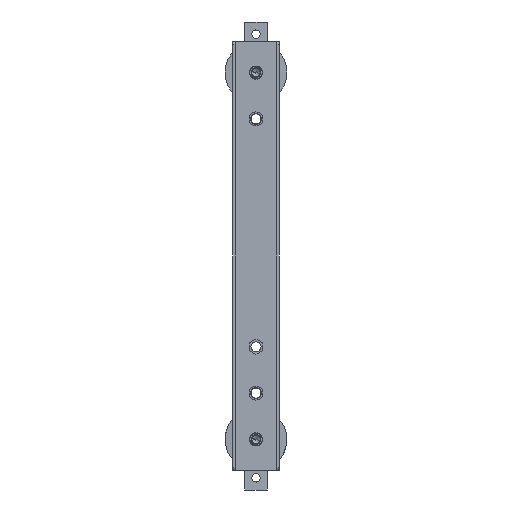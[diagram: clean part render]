
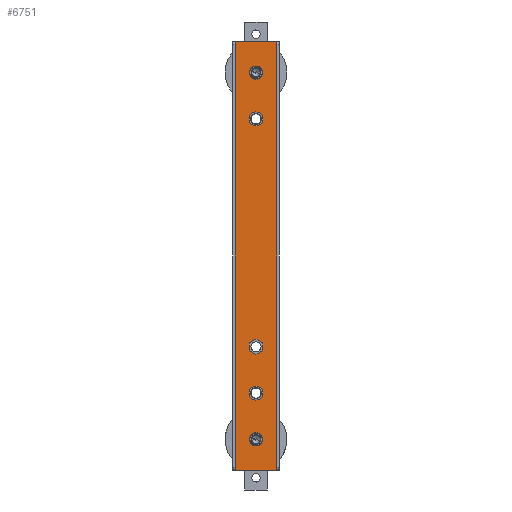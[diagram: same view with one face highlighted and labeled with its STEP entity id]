
A CAD part, front view. The second image highlights one B-rep face of the part: STEP entity #6751.
In plain terms, the highlighted planar face has unit normal (0, -1, 0).
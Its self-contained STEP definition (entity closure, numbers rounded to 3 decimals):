
#4835=DIRECTION('',(0.,0.,-1.));
#4836=VECTOR('',#4835,555.);
#4837=CARTESIAN_POINT('',(-27.,7.,555.));
#4838=LINE('',#4837,#4836);
#4862=DIRECTION('',(-1.,0.,0.));
#4863=VECTOR('',#4862,54.);
#4864=CARTESIAN_POINT('',(27.,7.,555.));
#4865=LINE('',#4864,#4863);
#5144=DIRECTION('',(-1.,0.,0.));
#5145=VECTOR('',#5144,54.);
#5146=CARTESIAN_POINT('',(27.,7.,0.));
#5147=LINE('',#5146,#5145);
#5148=DIRECTION('',(0.,0.,-1.));
#5149=VECTOR('',#5148,555.);
#5150=CARTESIAN_POINT('',(27.,7.,555.));
#5151=LINE('',#5150,#5149);
#5152=CARTESIAN_POINT('',(0.,7.,515.));
#5153=DIRECTION('',(0.,-1.,0.));
#5154=DIRECTION('',(0.,0.,1.));
#5155=AXIS2_PLACEMENT_3D('',#5152,#5153,#5154);
#5157=CARTESIAN_POINT('',(0.,7.,515.));
#5158=DIRECTION('',(0.,-1.,0.));
#5159=DIRECTION('',(0.,0.,-1.));
#5160=AXIS2_PLACEMENT_3D('',#5157,#5158,#5159);
#5162=CARTESIAN_POINT('',(0.,7.,40.));
#5163=DIRECTION('',(0.,-1.,0.));
#5164=DIRECTION('',(0.,0.,1.));
#5165=AXIS2_PLACEMENT_3D('',#5162,#5163,#5164);
#5167=CARTESIAN_POINT('',(0.,7.,40.));
#5168=DIRECTION('',(0.,-1.,0.));
#5169=DIRECTION('',(0.,0.,-1.));
#5170=AXIS2_PLACEMENT_3D('',#5167,#5168,#5169);
#5172=CARTESIAN_POINT('',(0.,7.,455.));
#5173=DIRECTION('',(0.,-1.,0.));
#5174=DIRECTION('',(0.,0.,-1.));
#5175=AXIS2_PLACEMENT_3D('',#5172,#5173,#5174);
#5177=CARTESIAN_POINT('',(0.,7.,455.));
#5178=DIRECTION('',(0.,-1.,0.));
#5179=DIRECTION('',(0.,0.,1.));
#5180=AXIS2_PLACEMENT_3D('',#5177,#5178,#5179);
#5182=CARTESIAN_POINT('',(0.,7.,100.));
#5183=DIRECTION('',(0.,-1.,0.));
#5184=DIRECTION('',(0.,0.,-1.));
#5185=AXIS2_PLACEMENT_3D('',#5182,#5183,#5184);
#5187=CARTESIAN_POINT('',(0.,7.,100.));
#5188=DIRECTION('',(0.,-1.,0.));
#5189=DIRECTION('',(0.,0.,1.));
#5190=AXIS2_PLACEMENT_3D('',#5187,#5188,#5189);
#5192=DIRECTION('',(0.,0.,-1.));
#5193=VECTOR('',#5192,10.);
#5194=CARTESIAN_POINT('',(-8.66,7.,400.));
#5195=LINE('',#5194,#5193);
#5196=DIRECTION('',(0.866,0.,-0.5));
#5197=VECTOR('',#5196,10.);
#5198=CARTESIAN_POINT('',(-8.66,7.,390.));
#5199=LINE('',#5198,#5197);
#5200=DIRECTION('',(0.866,0.,0.5));
#5201=VECTOR('',#5200,10.);
#5202=CARTESIAN_POINT('',(0.,7.,385.));
#5203=LINE('',#5202,#5201);
#5204=DIRECTION('',(0.,0.,1.));
#5205=VECTOR('',#5204,10.);
#5206=CARTESIAN_POINT('',(8.66,7.,390.));
#5207=LINE('',#5206,#5205);
#5208=DIRECTION('',(-0.866,0.,0.5));
#5209=VECTOR('',#5208,10.);
#5210=CARTESIAN_POINT('',(8.66,7.,400.));
#5211=LINE('',#5210,#5209);
#5212=DIRECTION('',(-0.866,0.,-0.5));
#5213=VECTOR('',#5212,10.);
#5214=CARTESIAN_POINT('',(0.,7.,405.));
#5215=LINE('',#5214,#5213);
#5902=CARTESIAN_POINT('',(-27.,7.,0.));
#5903=VERTEX_POINT('',#5902);
#5904=CARTESIAN_POINT('',(27.,7.,0.));
#5905=VERTEX_POINT('',#5904);
#5932=CARTESIAN_POINT('',(-27.,7.,555.));
#5933=VERTEX_POINT('',#5932);
#5944=CARTESIAN_POINT('',(27.,7.,555.));
#5945=VERTEX_POINT('',#5944);
#6070=CARTESIAN_POINT('',(0.,7.,523.5));
#6071=CARTESIAN_POINT('',(0.,7.,506.5));
#6072=VERTEX_POINT('',#6070);
#6073=VERTEX_POINT('',#6071);
#6074=CARTESIAN_POINT('',(0.,7.,48.5));
#6075=CARTESIAN_POINT('',(0.,7.,31.5));
#6076=VERTEX_POINT('',#6074);
#6077=VERTEX_POINT('',#6075);
#6078=CARTESIAN_POINT('',(0.,7.,446.));
#6079=CARTESIAN_POINT('',(0.,7.,464.));
#6080=VERTEX_POINT('',#6078);
#6081=VERTEX_POINT('',#6079);
#6082=CARTESIAN_POINT('',(0.,7.,91.));
#6083=CARTESIAN_POINT('',(0.,7.,109.));
#6084=VERTEX_POINT('',#6082);
#6085=VERTEX_POINT('',#6083);
#6086=CARTESIAN_POINT('',(-8.66,7.,400.));
#6087=CARTESIAN_POINT('',(-8.66,7.,390.));
#6088=VERTEX_POINT('',#6086);
#6089=VERTEX_POINT('',#6087);
#6090=CARTESIAN_POINT('',(0.,7.,385.));
#6091=VERTEX_POINT('',#6090);
#6092=CARTESIAN_POINT('',(8.66,7.,390.));
#6093=VERTEX_POINT('',#6092);
#6094=CARTESIAN_POINT('',(8.66,7.,400.));
#6095=VERTEX_POINT('',#6094);
#6096=CARTESIAN_POINT('',(0.,7.,405.));
#6097=VERTEX_POINT('',#6096);
#6702=CARTESIAN_POINT('',(27.,7.,555.));
#6703=DIRECTION('',(0.,1.,0.));
#6704=DIRECTION('',(-1.,0.,0.));
#6705=AXIS2_PLACEMENT_3D('',#6702,#6703,#6704);
#6706=PLANE('',#6705);
#6707=ORIENTED_EDGE('',*,*,#6251,.T.);
#6708=ORIENTED_EDGE('',*,*,#6354,.F.);
#6709=ORIENTED_EDGE('',*,*,#6389,.F.);
#6710=ORIENTED_EDGE('',*,*,#6689,.T.);
#6711=EDGE_LOOP('',(#6707,#6708,#6709,#6710));
#6712=FACE_OUTER_BOUND('',#6711,.F.);
#6714=ORIENTED_EDGE('',*,*,#6713,.T.);
#6716=ORIENTED_EDGE('',*,*,#6715,.T.);
#6717=EDGE_LOOP('',(#6714,#6716));
#6718=FACE_BOUND('',#6717,.F.);
#6720=ORIENTED_EDGE('',*,*,#6719,.T.);
#6722=ORIENTED_EDGE('',*,*,#6721,.T.);
#6723=EDGE_LOOP('',(#6720,#6722));
#6724=FACE_BOUND('',#6723,.F.);
#6726=ORIENTED_EDGE('',*,*,#6725,.T.);
#6728=ORIENTED_EDGE('',*,*,#6727,.T.);
#6729=EDGE_LOOP('',(#6726,#6728));
#6730=FACE_BOUND('',#6729,.F.);
#6732=ORIENTED_EDGE('',*,*,#6731,.T.);
#6734=ORIENTED_EDGE('',*,*,#6733,.T.);
#6735=EDGE_LOOP('',(#6732,#6734));
#6736=FACE_BOUND('',#6735,.F.);
#6738=ORIENTED_EDGE('',*,*,#6737,.T.);
#6740=ORIENTED_EDGE('',*,*,#6739,.T.);
#6742=ORIENTED_EDGE('',*,*,#6741,.T.);
#6744=ORIENTED_EDGE('',*,*,#6743,.T.);
#6746=ORIENTED_EDGE('',*,*,#6745,.T.);
#6748=ORIENTED_EDGE('',*,*,#6747,.T.);
#6749=EDGE_LOOP('',(#6738,#6740,#6742,#6744,#6746,#6748));
#6750=FACE_BOUND('',#6749,.F.);
#5156=CIRCLE('',#5155,8.5);
#5161=CIRCLE('',#5160,8.5);
#5166=CIRCLE('',#5165,8.5);
#5171=CIRCLE('',#5170,8.5);
#5176=CIRCLE('',#5175,9.);
#5181=CIRCLE('',#5180,9.);
#5186=CIRCLE('',#5185,9.);
#5191=CIRCLE('',#5190,9.);
#6251=EDGE_CURVE('',#5905,#5903,#5147,.T.);
#6354=EDGE_CURVE('',#5933,#5903,#4838,.T.);
#6389=EDGE_CURVE('',#5945,#5933,#4865,.T.);
#6689=EDGE_CURVE('',#5945,#5905,#5151,.T.);
#6713=EDGE_CURVE('',#6072,#6073,#5156,.T.);
#6715=EDGE_CURVE('',#6073,#6072,#5161,.T.);
#6719=EDGE_CURVE('',#6076,#6077,#5166,.T.);
#6721=EDGE_CURVE('',#6077,#6076,#5171,.T.);
#6725=EDGE_CURVE('',#6080,#6081,#5176,.T.);
#6727=EDGE_CURVE('',#6081,#6080,#5181,.T.);
#6731=EDGE_CURVE('',#6084,#6085,#5186,.T.);
#6733=EDGE_CURVE('',#6085,#6084,#5191,.T.);
#6737=EDGE_CURVE('',#6088,#6089,#5195,.T.);
#6739=EDGE_CURVE('',#6089,#6091,#5199,.T.);
#6741=EDGE_CURVE('',#6091,#6093,#5203,.T.);
#6743=EDGE_CURVE('',#6093,#6095,#5207,.T.);
#6745=EDGE_CURVE('',#6095,#6097,#5211,.T.);
#6747=EDGE_CURVE('',#6097,#6088,#5215,.T.);
#6751=ADVANCED_FACE('',(#6712,#6718,#6724,#6730,#6736,#6750),#6706,.F.);
